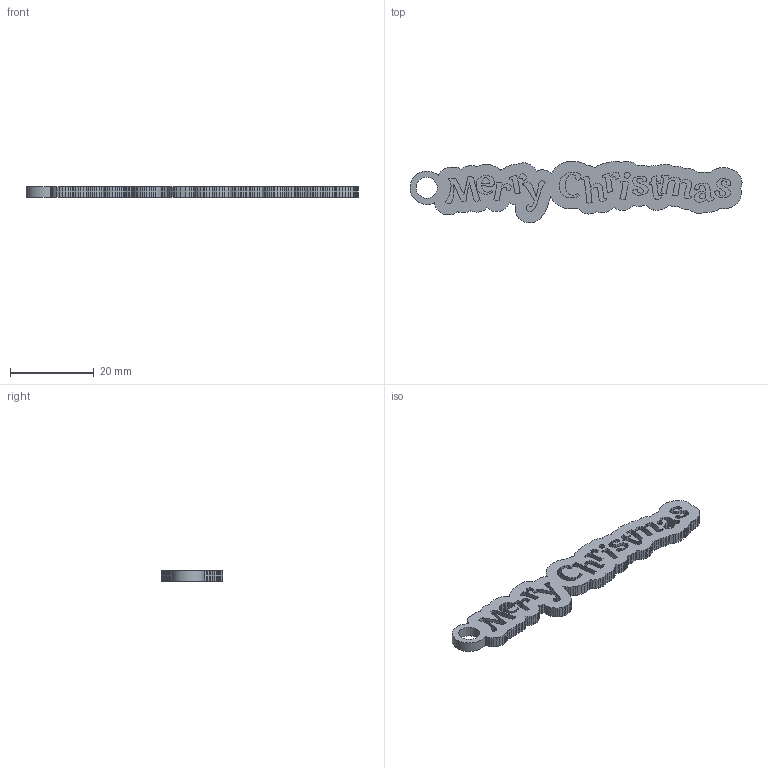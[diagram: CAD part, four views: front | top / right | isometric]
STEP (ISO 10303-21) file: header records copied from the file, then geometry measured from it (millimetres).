
FILE_DESCRIPTION(/* description */ ('STEP AP242 Edition 2','CAx-IF Rec.Pracs.---Representation and Presentation of Product Manufacturing Information (PMI)---4.0---2014-10-13','CAx-IF Rec.Pracs.---3D Tessellated Geometry---0.4---2014-09-14','2;1','CAx-IF Rec.Pracs.---User Defined Attributes---1.5---2016-08-15'),/* implementation_level */ '2;1');
FILE_NAME(/* name */ '6940ce69158b7fd091c7ebf3',/* time_stamp */ '2025-12-16T03:13:46Z',/* author */ (''),/* organization */ (''),/* preprocessor_version */ 'ST-DEVELOPER v20',/* originating_system */ 'ONSHAPE BY PTC INC, 1.208',/* authorisation */ ' ');
FILE_SCHEMA (('AP242_MANAGED_MODEL_BASED_3D_ENGINEERING_MIM_LF { 1 0 10303 442 3 1 4 }'));
Length unit declared in the file: metre
Products named in the file (18): Part 15; Part 1; Part 2; Part 3; Part 4; Part 5; Part 6; Part 7; Part 8; Part 9; Part 10; Part 11; Part 12; Part 13; Part 14; Part 16; Part 17; Part 18
Bounding box: 79.15 x 14.69 x 2.57 mm (x, y, z)
Volume: 1611.1 mm3; surface area: 2999.3 mm2
Topology: 18 solids, 18 shells, 1898 faces, 5586 edges, 3724 vertices
Faces by surface type: plane 1896, cylinder 2
Full cylindrical faces by diameter (mm): 5 x1
Entity records: 62335 total; most frequent: CARTESIAN_POINT 11225, ORIENTED_EDGE 11170, DIRECTION 9421, EDGE_CURVE 5585, LINE 5581, VECTOR 5581, VERTEX_POINT 3724, EDGE_LOOP 1935
